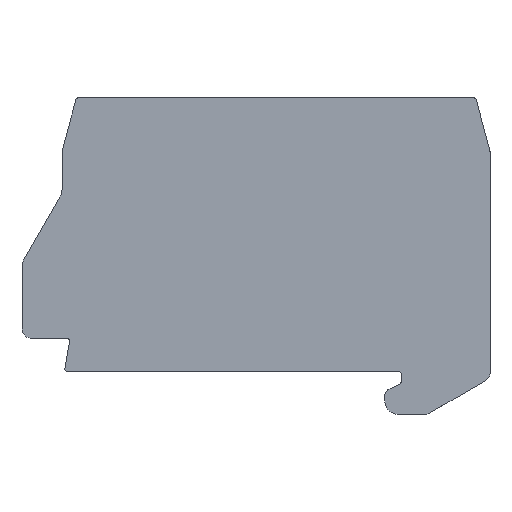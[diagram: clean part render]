
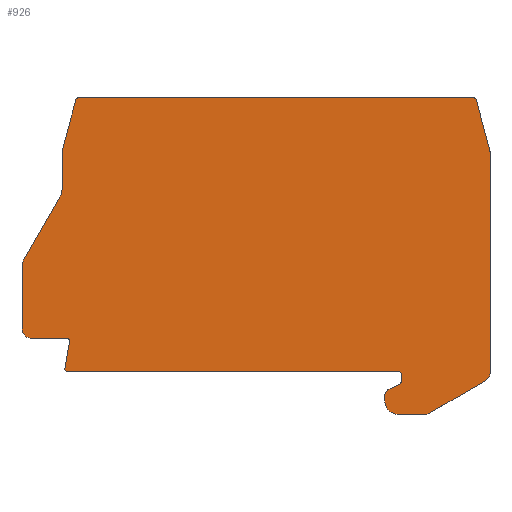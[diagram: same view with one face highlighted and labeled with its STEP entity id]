
A CAD part, top view. The second image highlights one B-rep face of the part: STEP entity #926.
In plain terms, the highlighted planar face has unit normal (0, 0, 1).
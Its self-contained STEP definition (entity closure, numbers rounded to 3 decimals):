
#349=FACE_OUTER_BOUND('',#2512,.T.);
#926=ADVANCED_FACE('',(#349),#1510,.T.);
#1510=PLANE('',#10803);
#1851=CIRCLE('',#10788,0.3);
#1852=CIRCLE('',#10789,0.3);
#1853=CIRCLE('',#10790,2.);
#1854=CIRCLE('',#10791,2.);
#1855=CIRCLE('',#10792,1.1);
#1856=CIRCLE('',#10793,0.3);
#1857=CIRCLE('',#10794,0.3);
#1858=CIRCLE('',#10795,0.3);
#1859=CIRCLE('',#10796,0.3);
#1860=CIRCLE('',#10797,0.8);
#1861=CIRCLE('',#10798,1.5);
#1862=CIRCLE('',#10799,1.);
#1863=CIRCLE('',#10800,1.);
#1864=CIRCLE('',#10801,0.3);
#1865=CIRCLE('',#10802,0.3);
#2512=EDGE_LOOP('',(#3237,#3238,#3239,#3240,#3241,#3242,#3243,#3244,#3245,
#3246,#3247,#3248,#3249,#3250,#3251,#3252,#3253,#3254,#3255,#3256,#3257,
#3258,#3259,#3260,#3261,#3262,#3263,#3264,#3265,#3266));
#3237=ORIENTED_EDGE('',*,*,#7349,.T.);
#3238=ORIENTED_EDGE('',*,*,#7350,.T.);
#3239=ORIENTED_EDGE('',*,*,#7351,.T.);
#3240=ORIENTED_EDGE('',*,*,#7352,.T.);
#3241=ORIENTED_EDGE('',*,*,#7353,.T.);
#3242=ORIENTED_EDGE('',*,*,#7354,.T.);
#3243=ORIENTED_EDGE('',*,*,#7355,.T.);
#3244=ORIENTED_EDGE('',*,*,#7356,.T.);
#3245=ORIENTED_EDGE('',*,*,#7357,.T.);
#3246=ORIENTED_EDGE('',*,*,#7358,.T.);
#3247=ORIENTED_EDGE('',*,*,#7359,.T.);
#3248=ORIENTED_EDGE('',*,*,#7360,.T.);
#3249=ORIENTED_EDGE('',*,*,#7361,.T.);
#3250=ORIENTED_EDGE('',*,*,#7362,.T.);
#3251=ORIENTED_EDGE('',*,*,#7363,.T.);
#3252=ORIENTED_EDGE('',*,*,#7364,.T.);
#3253=ORIENTED_EDGE('',*,*,#7365,.T.);
#3254=ORIENTED_EDGE('',*,*,#7366,.T.);
#3255=ORIENTED_EDGE('',*,*,#7367,.T.);
#3256=ORIENTED_EDGE('',*,*,#7368,.T.);
#3257=ORIENTED_EDGE('',*,*,#7369,.T.);
#3258=ORIENTED_EDGE('',*,*,#7370,.T.);
#3259=ORIENTED_EDGE('',*,*,#7371,.T.);
#3260=ORIENTED_EDGE('',*,*,#7372,.T.);
#3261=ORIENTED_EDGE('',*,*,#7373,.T.);
#3262=ORIENTED_EDGE('',*,*,#7374,.T.);
#3263=ORIENTED_EDGE('',*,*,#7375,.T.);
#3264=ORIENTED_EDGE('',*,*,#7376,.T.);
#3265=ORIENTED_EDGE('',*,*,#7377,.T.);
#3266=ORIENTED_EDGE('',*,*,#7378,.T.);
#6325=VERTEX_POINT('',#15143);
#6326=VERTEX_POINT('',#15144);
#6327=VERTEX_POINT('',#15146);
#6328=VERTEX_POINT('',#15148);
#6329=VERTEX_POINT('',#15150);
#6330=VERTEX_POINT('',#15152);
#6331=VERTEX_POINT('',#15154);
#6332=VERTEX_POINT('',#15156);
#6333=VERTEX_POINT('',#15158);
#6334=VERTEX_POINT('',#15160);
#6335=VERTEX_POINT('',#15162);
#6336=VERTEX_POINT('',#15164);
#6337=VERTEX_POINT('',#15166);
#6338=VERTEX_POINT('',#15168);
#6339=VERTEX_POINT('',#15170);
#6340=VERTEX_POINT('',#15172);
#6341=VERTEX_POINT('',#15174);
#6342=VERTEX_POINT('',#15176);
#6343=VERTEX_POINT('',#15178);
#6344=VERTEX_POINT('',#15180);
#6345=VERTEX_POINT('',#15182);
#6346=VERTEX_POINT('',#15184);
#6347=VERTEX_POINT('',#15186);
#6348=VERTEX_POINT('',#15188);
#6349=VERTEX_POINT('',#15190);
#6350=VERTEX_POINT('',#15192);
#6351=VERTEX_POINT('',#15194);
#6352=VERTEX_POINT('',#15196);
#6353=VERTEX_POINT('',#15198);
#6354=VERTEX_POINT('',#15200);
#7349=EDGE_CURVE('',#6325,#6326,#1851,.T.);
#7350=EDGE_CURVE('',#6326,#6327,#8876,.T.);
#7351=EDGE_CURVE('',#6327,#6328,#1852,.T.);
#7352=EDGE_CURVE('',#6328,#6329,#8877,.T.);
#7353=EDGE_CURVE('',#6329,#6330,#1853,.T.);
#7354=EDGE_CURVE('',#6330,#6331,#8878,.T.);
#7355=EDGE_CURVE('',#6331,#6332,#1854,.T.);
#7356=EDGE_CURVE('',#6332,#6333,#8879,.T.);
#7357=EDGE_CURVE('',#6333,#6334,#1855,.T.);
#7358=EDGE_CURVE('',#6334,#6335,#8880,.T.);
#7359=EDGE_CURVE('',#6335,#6336,#1856,.T.);
#7360=EDGE_CURVE('',#6336,#6337,#8881,.T.);
#7361=EDGE_CURVE('',#6337,#6338,#1857,.T.);
#7362=EDGE_CURVE('',#6338,#6339,#8882,.T.);
#7363=EDGE_CURVE('',#6339,#6340,#1858,.T.);
#7364=EDGE_CURVE('',#6340,#6341,#8883,.T.);
#7365=EDGE_CURVE('',#6341,#6342,#1859,.T.);
#7366=EDGE_CURVE('',#6342,#6343,#8884,.T.);
#7367=EDGE_CURVE('',#6343,#6344,#1860,.T.);
#7368=EDGE_CURVE('',#6344,#6345,#8885,.T.);
#7369=EDGE_CURVE('',#6345,#6346,#1861,.T.);
#7370=EDGE_CURVE('',#6346,#6347,#8886,.T.);
#7371=EDGE_CURVE('',#6347,#6348,#1862,.T.);
#7372=EDGE_CURVE('',#6348,#6349,#8887,.T.);
#7373=EDGE_CURVE('',#6349,#6350,#1863,.T.);
#7374=EDGE_CURVE('',#6350,#6351,#8888,.T.);
#7375=EDGE_CURVE('',#6351,#6352,#1864,.T.);
#7376=EDGE_CURVE('',#6352,#6353,#8889,.T.);
#7377=EDGE_CURVE('',#6353,#6354,#1865,.T.);
#7378=EDGE_CURVE('',#6354,#6325,#8890,.T.);
#8876=LINE('',#15145,#9857);
#8877=LINE('',#15149,#9858);
#8878=LINE('',#15153,#9859);
#8879=LINE('',#15157,#9860);
#8880=LINE('',#15161,#9861);
#8881=LINE('',#15165,#9862);
#8882=LINE('',#15169,#9863);
#8883=LINE('',#15173,#9864);
#8884=LINE('',#15177,#9865);
#8885=LINE('',#15181,#9866);
#8886=LINE('',#15185,#9867);
#8887=LINE('',#15189,#9868);
#8888=LINE('',#15193,#9869);
#8889=LINE('',#15197,#9870);
#8890=LINE('',#15201,#9871);
#9857=VECTOR('',#11882,1.);
#9858=VECTOR('',#11885,1.);
#9859=VECTOR('',#11888,1.);
#9860=VECTOR('',#11891,1.);
#9861=VECTOR('',#11894,1.);
#9862=VECTOR('',#11897,1.);
#9863=VECTOR('',#11900,1.);
#9864=VECTOR('',#11903,1.);
#9865=VECTOR('',#11906,1.);
#9866=VECTOR('',#11909,1.);
#9867=VECTOR('',#11912,1.);
#9868=VECTOR('',#11915,1.);
#9869=VECTOR('',#11918,1.);
#9870=VECTOR('',#11921,1.);
#9871=VECTOR('',#11924,1.);
#10788=AXIS2_PLACEMENT_3D('',#15142,#11880,#11881);
#10789=AXIS2_PLACEMENT_3D('',#15147,#11883,#11884);
#10790=AXIS2_PLACEMENT_3D('',#15151,#11886,#11887);
#10791=AXIS2_PLACEMENT_3D('',#15155,#11889,#11890);
#10792=AXIS2_PLACEMENT_3D('',#15159,#11892,#11893);
#10793=AXIS2_PLACEMENT_3D('',#15163,#11895,#11896);
#10794=AXIS2_PLACEMENT_3D('',#15167,#11898,#11899);
#10795=AXIS2_PLACEMENT_3D('',#15171,#11901,#11902);
#10796=AXIS2_PLACEMENT_3D('',#15175,#11904,#11905);
#10797=AXIS2_PLACEMENT_3D('',#15179,#11907,#11908);
#10798=AXIS2_PLACEMENT_3D('',#15183,#11910,#11911);
#10799=AXIS2_PLACEMENT_3D('',#15187,#11913,#11914);
#10800=AXIS2_PLACEMENT_3D('',#15191,#11916,#11917);
#10801=AXIS2_PLACEMENT_3D('',#15195,#11919,#11920);
#10802=AXIS2_PLACEMENT_3D('',#15199,#11922,#11923);
#10803=AXIS2_PLACEMENT_3D('',#15202,#11925,#11926);
#11880=DIRECTION('',(0.,0.,1.));
#11881=DIRECTION('',(0.,1.,0.));
#11882=DIRECTION('',(-0.259,-0.966,0.));
#11883=DIRECTION('',(0.,0.,1.));
#11884=DIRECTION('',(-0.966,0.259,0.));
#11885=DIRECTION('',(0.,-1.,0.));
#11886=DIRECTION('',(0.,0.,-1.));
#11887=DIRECTION('',(1.,0.,0.));
#11888=DIRECTION('',(-0.5,-0.866,0.));
#11889=DIRECTION('',(0.,0.,1.));
#11890=DIRECTION('',(-0.866,0.5,0.));
#11891=DIRECTION('',(0.,-1.,0.));
#11892=DIRECTION('',(0.,0.,1.));
#11893=DIRECTION('',(-1.,0.,0.));
#11894=DIRECTION('',(1.,0.,0.));
#11895=DIRECTION('',(0.,0.,-1.));
#11896=DIRECTION('',(0.,1.,0.));
#11897=DIRECTION('',(-0.174,-0.985,0.));
#11898=DIRECTION('',(0.,0.,1.));
#11899=DIRECTION('',(-0.985,0.174,0.));
#11900=DIRECTION('',(1.,0.,0.));
#11901=DIRECTION('',(0.,0.,-1.));
#11902=DIRECTION('',(0.,1.,0.));
#11903=DIRECTION('',(0.,-1.,0.));
#11904=DIRECTION('',(0.,0.,-1.));
#11905=DIRECTION('',(1.,0.,0.));
#11906=DIRECTION('',(-0.906,-0.423,0.));
#11907=DIRECTION('',(0.,0.,1.));
#11908=DIRECTION('',(-0.423,0.906,0.));
#11909=DIRECTION('',(0.,-1.,0.));
#11910=DIRECTION('',(0.,0.,1.));
#11911=DIRECTION('',(-1.,0.,0.));
#11912=DIRECTION('',(1.,0.,0.));
#11913=DIRECTION('',(0.,0.,1.));
#11914=DIRECTION('',(0.,-1.,0.));
#11915=DIRECTION('',(0.866,0.5,0.));
#11916=DIRECTION('',(0.,0.,1.));
#11917=DIRECTION('',(0.5,-0.866,0.));
#11918=DIRECTION('',(0.,1.,0.));
#11919=DIRECTION('',(0.,0.,1.));
#11920=DIRECTION('',(1.,0.,0.));
#11921=DIRECTION('',(-0.259,0.966,0.));
#11922=DIRECTION('',(0.,0.,1.));
#11923=DIRECTION('',(0.966,0.259,0.));
#11924=DIRECTION('',(-1.,0.,0.));
#11925=DIRECTION('',(0.,0.,1.));
#11926=DIRECTION('',(1.,0.,0.));
#15142=CARTESIAN_POINT('',(-18.67,30.7,0.));
#15143=CARTESIAN_POINT('',(-18.67,31.,0.));
#15144=CARTESIAN_POINT('',(-18.96,30.778,0.));
#15145=CARTESIAN_POINT('',(-18.96,30.778,0.));
#15146=CARTESIAN_POINT('',(-20.49,25.067,0.));
#15147=CARTESIAN_POINT('',(-20.2,24.989,0.));
#15148=CARTESIAN_POINT('',(-20.5,24.989,0.));
#15149=CARTESIAN_POINT('',(-20.5,24.989,0.));
#15150=CARTESIAN_POINT('',(-20.5,20.83,0.));
#15151=CARTESIAN_POINT('',(-22.5,20.83,0.));
#15152=CARTESIAN_POINT('',(-20.768,19.83,0.));
#15153=CARTESIAN_POINT('',(-20.768,19.83,0.));
#15154=CARTESIAN_POINT('',(-24.732,12.964,0.));
#15155=CARTESIAN_POINT('',(-23.,11.964,0.));
#15156=CARTESIAN_POINT('',(-25.,11.964,0.));
#15157=CARTESIAN_POINT('',(-25.,11.964,0.));
#15158=CARTESIAN_POINT('',(-25.,5.1,0.));
#15159=CARTESIAN_POINT('',(-23.9,5.1,0.));
#15160=CARTESIAN_POINT('',(-23.9,4.,0.));
#15161=CARTESIAN_POINT('',(-23.9,4.,0.));
#15162=CARTESIAN_POINT('',(-19.958,4.,0.));
#15163=CARTESIAN_POINT('',(-19.958,3.7,0.));
#15164=CARTESIAN_POINT('',(-19.663,3.648,0.));
#15165=CARTESIAN_POINT('',(-19.663,3.648,0.));
#15166=CARTESIAN_POINT('',(-20.191,0.652,0.));
#15167=CARTESIAN_POINT('',(-19.896,0.6,0.));
#15168=CARTESIAN_POINT('',(-19.896,0.3,0.));
#15169=CARTESIAN_POINT('',(-19.896,0.3,0.));
#15170=CARTESIAN_POINT('',(17.25,0.3,0.));
#15171=CARTESIAN_POINT('',(17.25,0.,0.));
#15172=CARTESIAN_POINT('',(17.55,0.,0.));
#15173=CARTESIAN_POINT('',(17.55,0.,0.));
#15174=CARTESIAN_POINT('',(17.55,-0.846,0.));
#15175=CARTESIAN_POINT('',(17.25,-0.846,0.));
#15176=CARTESIAN_POINT('',(17.377,-1.118,0.));
#15177=CARTESIAN_POINT('',(17.377,-1.118,0.));
#15178=CARTESIAN_POINT('',(16.162,-1.685,0.));
#15179=CARTESIAN_POINT('',(16.5,-2.41,0.));
#15180=CARTESIAN_POINT('',(15.7,-2.41,0.));
#15181=CARTESIAN_POINT('',(15.7,-2.41,0.));
#15182=CARTESIAN_POINT('',(15.7,-3.,0.));
#15183=CARTESIAN_POINT('',(17.2,-3.,0.));
#15184=CARTESIAN_POINT('',(17.2,-4.5,0.));
#15185=CARTESIAN_POINT('',(17.2,-4.5,0.));
#15186=CARTESIAN_POINT('',(20.232,-4.5,0.));
#15187=CARTESIAN_POINT('',(20.232,-3.5,0.));
#15188=CARTESIAN_POINT('',(20.732,-4.366,0.));
#15189=CARTESIAN_POINT('',(20.732,-4.366,0.));
#15190=CARTESIAN_POINT('',(27.,-0.747,0.));
#15191=CARTESIAN_POINT('',(26.5,0.119,0.));
#15192=CARTESIAN_POINT('',(27.5,0.119,0.));
#15193=CARTESIAN_POINT('',(27.5,0.119,0.));
#15194=CARTESIAN_POINT('',(27.5,24.989,0.));
#15195=CARTESIAN_POINT('',(27.2,24.989,0.));
#15196=CARTESIAN_POINT('',(27.49,25.067,0.));
#15197=CARTESIAN_POINT('',(27.49,25.067,0.));
#15198=CARTESIAN_POINT('',(25.96,30.778,0.));
#15199=CARTESIAN_POINT('',(25.67,30.7,0.));
#15200=CARTESIAN_POINT('',(25.67,31.,0.));
#15201=CARTESIAN_POINT('',(25.67,31.,0.));
#15202=CARTESIAN_POINT('',(0.,0.,0.));
